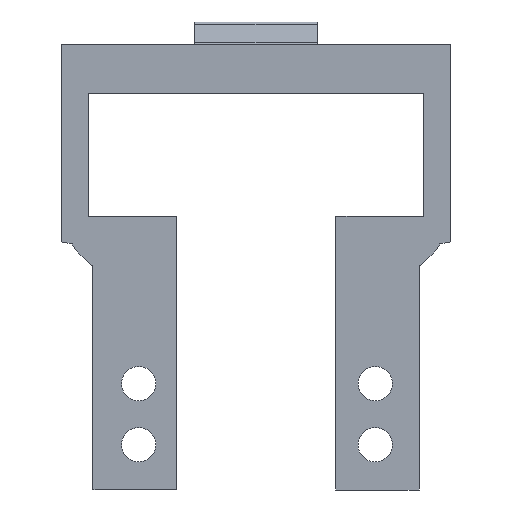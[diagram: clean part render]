
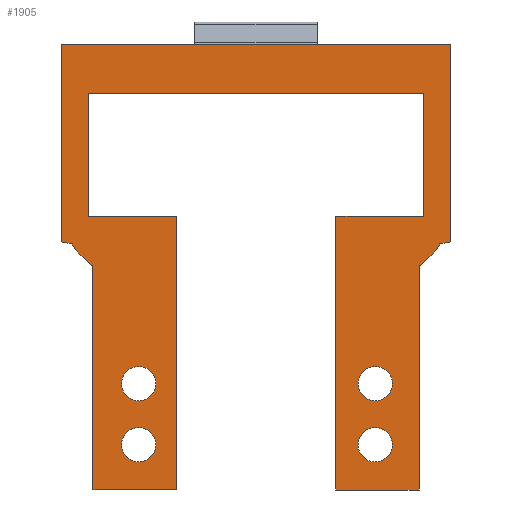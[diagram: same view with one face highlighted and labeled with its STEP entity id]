
A CAD part, front view. The second image highlights one B-rep face of the part: STEP entity #1905.
In plain terms, the highlighted planar face has unit normal (0, -1, 0).
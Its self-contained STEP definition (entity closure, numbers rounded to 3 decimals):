
#34=FACE_BOUND('',#320,.T.);
#35=FACE_BOUND('',#321,.T.);
#36=FACE_BOUND('',#322,.T.);
#37=FACE_BOUND('',#323,.T.);
#99=PLANE('',#2093);
#199=FACE_OUTER_BOUND('',#319,.T.);
#319=EDGE_LOOP('',(#1712,#1713,#1714,#1715,#1716,#1717,#1718,#1719,#1720,
#1721,#1722,#1723,#1724,#1725,#1726,#1727,#1728,#1729,#1730,#1731));
#320=EDGE_LOOP('',(#1732));
#321=EDGE_LOOP('',(#1733));
#322=EDGE_LOOP('',(#1734));
#323=EDGE_LOOP('',(#1735));
#454=LINE('',#2988,#653);
#463=LINE('',#3004,#662);
#472=LINE('',#3035,#671);
#482=LINE('',#3055,#681);
#485=LINE('',#3061,#684);
#506=LINE('',#3115,#705);
#507=LINE('',#3118,#706);
#515=LINE('',#3146,#714);
#517=LINE('',#3150,#716);
#520=LINE('',#3158,#719);
#521=LINE('',#3160,#720);
#522=LINE('',#3161,#721);
#523=LINE('',#3163,#722);
#524=LINE('',#3165,#723);
#525=LINE('',#3166,#724);
#526=LINE('',#3168,#725);
#527=LINE('',#3172,#726);
#528=LINE('',#3173,#727);
#653=VECTOR('',#2448,10.);
#662=VECTOR('',#2459,10.);
#671=VECTOR('',#2492,10.);
#681=VECTOR('',#2504,10.);
#684=VECTOR('',#2509,10.);
#705=VECTOR('',#2556,10.);
#706=VECTOR('',#2559,10.);
#714=VECTOR('',#2593,10.);
#716=VECTOR('',#2597,10.);
#719=VECTOR('',#2606,10.);
#720=VECTOR('',#2607,10.);
#721=VECTOR('',#2608,10.);
#722=VECTOR('',#2609,10.);
#723=VECTOR('',#2610,10.);
#724=VECTOR('',#2611,10.);
#725=VECTOR('',#2612,10.);
#726=VECTOR('',#2615,10.);
#727=VECTOR('',#2616,10.);
#795=CIRCLE('',#2078,1.4);
#796=CIRCLE('',#2080,1.4);
#797=CIRCLE('',#2082,1.4);
#798=CIRCLE('',#2084,1.4);
#801=CIRCLE('',#2092,9.138);
#802=CIRCLE('',#2094,9.138);
#915=VERTEX_POINT('',#2985);
#916=VERTEX_POINT('',#2987);
#922=VERTEX_POINT('',#3002);
#930=VERTEX_POINT('',#3031);
#932=VERTEX_POINT('',#3034);
#937=VERTEX_POINT('',#3045);
#941=VERTEX_POINT('',#3053);
#943=VERTEX_POINT('',#3059);
#963=VERTEX_POINT('',#3113);
#964=VERTEX_POINT('',#3117);
#965=VERTEX_POINT('',#3121);
#966=VERTEX_POINT('',#3125);
#967=VERTEX_POINT('',#3129);
#968=VERTEX_POINT('',#3133);
#971=VERTEX_POINT('',#3145);
#972=VERTEX_POINT('',#3149);
#973=VERTEX_POINT('',#3153);
#974=VERTEX_POINT('',#3157);
#975=VERTEX_POINT('',#3159);
#976=VERTEX_POINT('',#3162);
#977=VERTEX_POINT('',#3164);
#978=VERTEX_POINT('',#3167);
#979=VERTEX_POINT('',#3169);
#980=VERTEX_POINT('',#3171);
#1146=EDGE_CURVE('',#916,#915,#454,.T.);
#1155=EDGE_CURVE('',#915,#922,#463,.T.);
#1169=EDGE_CURVE('',#932,#930,#472,.T.);
#1179=EDGE_CURVE('',#937,#941,#482,.T.);
#1182=EDGE_CURVE('',#941,#943,#485,.T.);
#1210=EDGE_CURVE('',#930,#963,#506,.T.);
#1211=EDGE_CURVE('',#932,#964,#507,.T.);
#1214=EDGE_CURVE('',#965,#965,#795,.T.);
#1216=EDGE_CURVE('',#966,#966,#796,.T.);
#1218=EDGE_CURVE('',#967,#967,#797,.T.);
#1220=EDGE_CURVE('',#968,#968,#798,.T.);
#1225=EDGE_CURVE('',#963,#971,#515,.T.);
#1227=EDGE_CURVE('',#972,#964,#517,.T.);
#1229=EDGE_CURVE('',#973,#972,#801,.T.);
#1231=EDGE_CURVE('',#974,#922,#520,.T.);
#1232=EDGE_CURVE('',#975,#974,#521,.T.);
#1233=EDGE_CURVE('',#973,#975,#522,.T.);
#1234=EDGE_CURVE('',#971,#976,#523,.T.);
#1235=EDGE_CURVE('',#976,#977,#524,.T.);
#1236=EDGE_CURVE('',#977,#937,#525,.T.);
#1237=EDGE_CURVE('',#943,#978,#526,.T.);
#1238=EDGE_CURVE('',#978,#979,#802,.T.);
#1239=EDGE_CURVE('',#979,#980,#527,.T.);
#1240=EDGE_CURVE('',#980,#916,#528,.T.);
#1712=ORIENTED_EDGE('',*,*,#1155,.T.);
#1713=ORIENTED_EDGE('',*,*,#1231,.F.);
#1714=ORIENTED_EDGE('',*,*,#1232,.F.);
#1715=ORIENTED_EDGE('',*,*,#1233,.F.);
#1716=ORIENTED_EDGE('',*,*,#1229,.T.);
#1717=ORIENTED_EDGE('',*,*,#1227,.T.);
#1718=ORIENTED_EDGE('',*,*,#1211,.F.);
#1719=ORIENTED_EDGE('',*,*,#1169,.T.);
#1720=ORIENTED_EDGE('',*,*,#1210,.T.);
#1721=ORIENTED_EDGE('',*,*,#1225,.T.);
#1722=ORIENTED_EDGE('',*,*,#1234,.T.);
#1723=ORIENTED_EDGE('',*,*,#1235,.T.);
#1724=ORIENTED_EDGE('',*,*,#1236,.T.);
#1725=ORIENTED_EDGE('',*,*,#1179,.T.);
#1726=ORIENTED_EDGE('',*,*,#1182,.T.);
#1727=ORIENTED_EDGE('',*,*,#1237,.T.);
#1728=ORIENTED_EDGE('',*,*,#1238,.T.);
#1729=ORIENTED_EDGE('',*,*,#1239,.T.);
#1730=ORIENTED_EDGE('',*,*,#1240,.T.);
#1731=ORIENTED_EDGE('',*,*,#1146,.T.);
#1732=ORIENTED_EDGE('',*,*,#1214,.T.);
#1733=ORIENTED_EDGE('',*,*,#1216,.T.);
#1734=ORIENTED_EDGE('',*,*,#1218,.T.);
#1735=ORIENTED_EDGE('',*,*,#1220,.T.);
#1905=ADVANCED_FACE('',(#199,#34,#35,#36,#37),#99,.F.);
#2078=AXIS2_PLACEMENT_3D('',#3123,#2564,#2565);
#2080=AXIS2_PLACEMENT_3D('',#3127,#2569,#2570);
#2082=AXIS2_PLACEMENT_3D('',#3131,#2574,#2575);
#2084=AXIS2_PLACEMENT_3D('',#3135,#2579,#2580);
#2092=AXIS2_PLACEMENT_3D('',#3154,#2601,#2602);
#2093=AXIS2_PLACEMENT_3D('',#3156,#2604,#2605);
#2094=AXIS2_PLACEMENT_3D('',#3170,#2613,#2614);
#2448=DIRECTION('',(0.,0.,1.));
#2459=DIRECTION('',(-1.,0.,0.));
#2492=DIRECTION('',(0.,0.,1.));
#2504=DIRECTION('',(0.,0.,-1.));
#2509=DIRECTION('',(1.,0.,0.));
#2556=DIRECTION('',(-1.,0.,0.));
#2559=DIRECTION('',(-1.,0.,0.));
#2564=DIRECTION('center_axis',(0.,1.,0.));
#2565=DIRECTION('ref_axis',(-1.,0.,0.));
#2569=DIRECTION('center_axis',(0.,1.,0.));
#2570=DIRECTION('ref_axis',(-1.,0.,0.));
#2574=DIRECTION('center_axis',(0.,1.,0.));
#2575=DIRECTION('ref_axis',(-1.,0.,0.));
#2579=DIRECTION('center_axis',(0.,1.,0.));
#2580=DIRECTION('ref_axis',(-1.,0.,0.));
#2593=DIRECTION('',(0.,0.,1.));
#2597=DIRECTION('',(0.,0.,-1.));
#2601=DIRECTION('center_axis',(0.,-1.,0.));
#2602=DIRECTION('ref_axis',(-0.785,0.,-0.619));
#2604=DIRECTION('center_axis',(0.,1.,0.));
#2605=DIRECTION('ref_axis',(0.,0.,1.));
#2606=DIRECTION('',(0.,0.,1.));
#2607=DIRECTION('',(-0.982,0.,0.19));
#2608=DIRECTION('',(0.,0.,1.));
#2609=DIRECTION('',(1.,0.,0.));
#2610=DIRECTION('',(0.,0.,-1.));
#2611=DIRECTION('',(-1.,0.,0.));
#2612=DIRECTION('',(0.,0.,1.));
#2613=DIRECTION('center_axis',(0.,-1.,0.));
#2614=DIRECTION('ref_axis',(0.785,0.,-0.619));
#2615=DIRECTION('',(0.,0.,1.));
#2616=DIRECTION('',(0.982,0.,0.19));
#2985=CARTESIAN_POINT('',(8.428,-16.435,3.674));
#2987=CARTESIAN_POINT('',(8.428,-16.435,-12.425));
#2988=CARTESIAN_POINT('',(8.428,-16.435,-12.425));
#3002=CARTESIAN_POINT('',(-23.339,-16.435,3.674));
#3004=CARTESIAN_POINT('',(4.116,-16.435,3.674));
#3031=CARTESIAN_POINT('',(-13.93,-16.435,-10.331));
#3034=CARTESIAN_POINT('',(-13.93,-16.435,-32.683));
#3035=CARTESIAN_POINT('',(-13.93,-16.435,-3.761));
#3045=CARTESIAN_POINT('',(-0.93,-16.435,-10.331));
#3053=CARTESIAN_POINT('',(-0.93,-16.435,-32.683));
#3055=CARTESIAN_POINT('',(-0.93,-16.435,-19.046));
#3059=CARTESIAN_POINT('',(5.853,-16.435,-32.683));
#3061=CARTESIAN_POINT('',(-1.459,-16.435,-32.683));
#3113=CARTESIAN_POINT('',(-21.132,-16.435,-10.331));
#3115=CARTESIAN_POINT('',(2.761,-16.435,-10.331));
#3117=CARTESIAN_POINT('',(-20.764,-16.435,-32.683));
#3118=CARTESIAN_POINT('',(-13.452,-16.435,-32.683));
#3121=CARTESIAN_POINT('',(-15.638,-16.435,-23.997));
#3123=CARTESIAN_POINT('Origin',(-17.038,-16.435,-23.997));
#3125=CARTESIAN_POINT('',(-15.638,-16.435,-28.997));
#3127=CARTESIAN_POINT('Origin',(-17.038,-16.435,-28.997));
#3129=CARTESIAN_POINT('',(3.676,-16.435,-28.997));
#3131=CARTESIAN_POINT('Origin',(2.276,-16.435,-28.997));
#3133=CARTESIAN_POINT('',(3.676,-16.435,-23.997));
#3135=CARTESIAN_POINT('Origin',(2.276,-16.435,-23.997));
#3145=CARTESIAN_POINT('',(-21.132,-16.435,-0.28));
#3146=CARTESIAN_POINT('',(-21.132,-16.435,-7.011));
#3149=CARTESIAN_POINT('',(-20.764,-16.435,-14.389));
#3150=CARTESIAN_POINT('',(-20.764,-16.435,-9.04));
#3153=CARTESIAN_POINT('',(-22.456,-16.435,-12.737));
#3154=CARTESIAN_POINT('Origin',(-15.279,-16.435,-7.08));
#3156=CARTESIAN_POINT('Origin',(-0.196,-16.435,-3.692));
#3157=CARTESIAN_POINT('',(-23.339,-16.435,-12.425));
#3158=CARTESIAN_POINT('',(-23.339,-16.435,-12.425));
#3159=CARTESIAN_POINT('',(-22.456,-16.435,-12.596));
#3160=CARTESIAN_POINT('',(-22.456,-16.435,-12.596));
#3161=CARTESIAN_POINT('',(-22.456,-16.435,-32.683));
#3162=CARTESIAN_POINT('',(6.22,-16.435,-0.28));
#3163=CARTESIAN_POINT('',(-10.664,-16.435,-0.28));
#3164=CARTESIAN_POINT('',(6.22,-16.435,-10.331));
#3165=CARTESIAN_POINT('',(6.22,-16.435,-7.011));
#3166=CARTESIAN_POINT('',(2.761,-16.435,-10.331));
#3167=CARTESIAN_POINT('',(5.853,-16.435,-14.389));
#3168=CARTESIAN_POINT('',(5.853,-16.435,-9.04));
#3169=CARTESIAN_POINT('',(7.544,-16.435,-12.737));
#3170=CARTESIAN_POINT('Origin',(0.368,-16.435,-7.08));
#3171=CARTESIAN_POINT('',(7.544,-16.435,-12.596));
#3172=CARTESIAN_POINT('',(7.544,-16.435,-32.683));
#3173=CARTESIAN_POINT('',(7.544,-16.435,-12.596));
